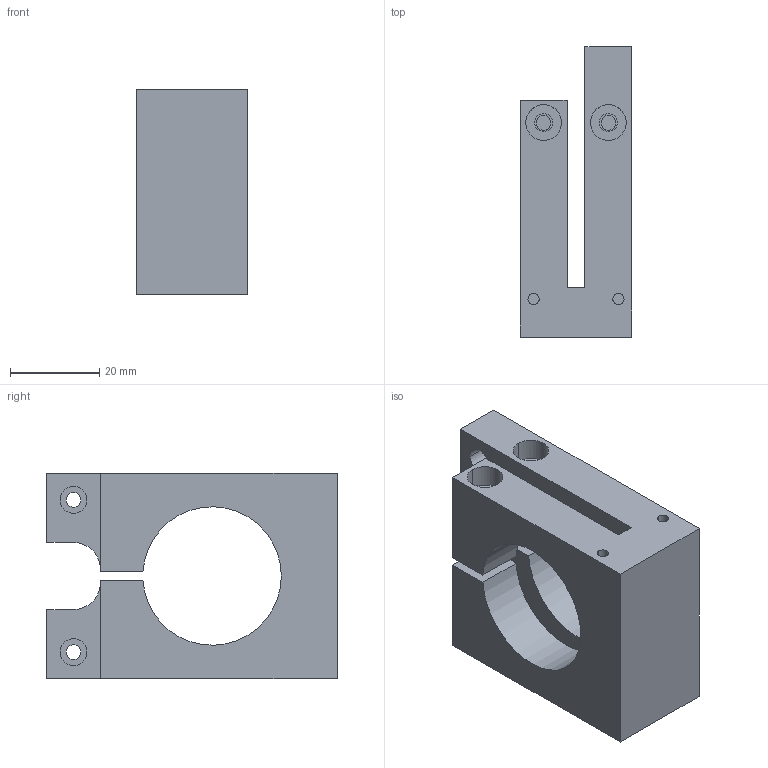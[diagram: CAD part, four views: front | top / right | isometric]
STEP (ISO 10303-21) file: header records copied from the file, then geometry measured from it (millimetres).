
FILE_DESCRIPTION(/* description */ ('VariCAD 2012-1.02 AP-214'),/* implementation_level */ '2;1');
FILE_NAME(/* name */ 'fwheel',/* time_stamp */ '2023-02-24T23:29:39+01:00',/* author */ (''),/* organization */ (''),/* preprocessor_version */ 'ST-DEVELOPER v12',/* originating_system */ 'VariCAD 2012-1.02; kernel version (20100102)',/* authorisation */ '');
FILE_SCHEMA (('AUTOMOTIVE_DESIGN'));
Length unit declared in the file: millimetre
Products named in the file (1): Part
Bounding box: 25 x 65 x 46 mm (x, y, z)
Volume: 39263.9 mm3; surface area: 15387.7 mm2
Topology: 1 solids, 1 shells, 64 faces, 156 edges, 104 vertices
Faces by surface type: cylinder 34, plane 30
Entity records: 1951 total; most frequent: DIRECTION 356, CARTESIAN_POINT 326, ORIENTED_EDGE 312, EDGE_CURVE 156, AXIS2_PLACEMENT_3D 134, VERTEX_POINT 104, LINE 88, VECTOR 88
